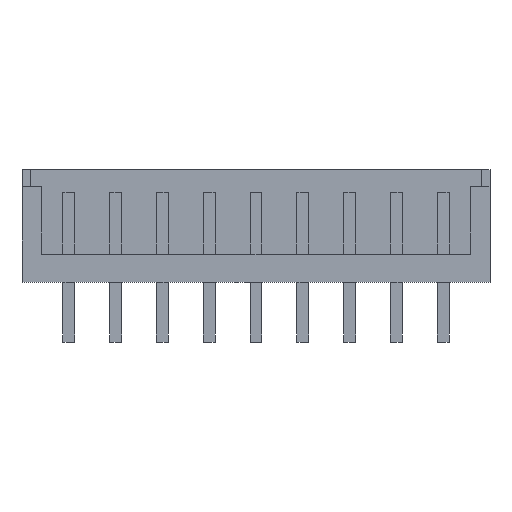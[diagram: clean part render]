
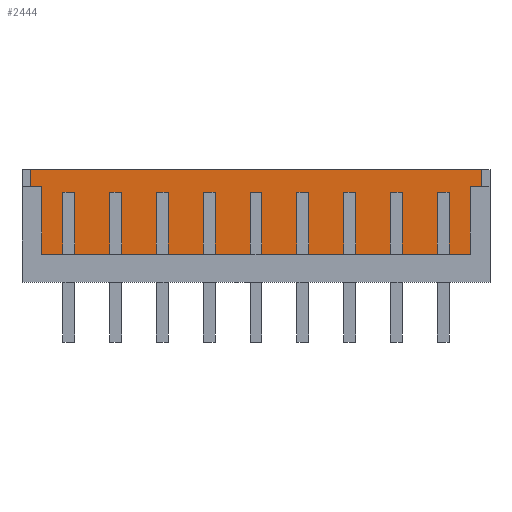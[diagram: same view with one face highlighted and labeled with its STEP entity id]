
A CAD part, front view. The second image highlights one B-rep face of the part: STEP entity #2444.
In plain terms, the highlighted planar face has unit normal (0, -1, 0).
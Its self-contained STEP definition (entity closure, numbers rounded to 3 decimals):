
#44 = PLANE('',#45);
#45 = AXIS2_PLACEMENT_3D('',#46,#47,#48);
#46 = CARTESIAN_POINT('',(22.05,1.098,1.5));
#47 = DIRECTION('',(0.,0.,-1.));
#48 = DIRECTION('',(0.,1.,0.));
#1592 = VERTEX_POINT('',#1593);
#1593 = CARTESIAN_POINT('',(22.05,1.098,1.5));
#1607 = PLANE('',#1608);
#1608 = AXIS2_PLACEMENT_3D('',#1609,#1610,#1611);
#1609 = CARTESIAN_POINT('',(22.05,1.098,1.5));
#1610 = DIRECTION('',(-1.,0.,0.));
#1611 = DIRECTION('',(0.,-1.,0.));
#1619 = EDGE_CURVE('',#1620,#1592,#1622,.T.);
#1620 = VERTEX_POINT('',#1621);
#1621 = CARTESIAN_POINT('',(-2.05,1.098,1.5));
#1622 = SURFACE_CURVE('',#1623,(#1627,#1634),.PCURVE_S1.);
#1623 = LINE('',#1624,#1625);
#1624 = CARTESIAN_POINT('',(-2.05,1.098,1.5));
#1625 = VECTOR('',#1626,1.);
#1626 = DIRECTION('',(1.,0.,0.));
#1627 = PCURVE('',#44,#1628);
#1628 = DEFINITIONAL_REPRESENTATION('',(#1629),#1633);
#1629 = LINE('',#1630,#1631);
#1630 = CARTESIAN_POINT('',(0.,-24.1));
#1631 = VECTOR('',#1632,1.);
#1632 = DIRECTION('',(0.,1.));
#1633 = ( GEOMETRIC_REPRESENTATION_CONTEXT(2) 
PARAMETRIC_REPRESENTATION_CONTEXT() REPRESENTATION_CONTEXT('2D SPACE',''
  ) );
#1634 = PCURVE('',#1635,#1640);
#1635 = PLANE('',#1636);
#1636 = AXIS2_PLACEMENT_3D('',#1637,#1638,#1639);
#1637 = CARTESIAN_POINT('',(-2.05,1.098,1.5));
#1638 = DIRECTION('',(0.,-1.,0.));
#1639 = DIRECTION('',(1.,0.,0.));
#1640 = DEFINITIONAL_REPRESENTATION('',(#1641),#1645);
#1641 = LINE('',#1642,#1643);
#1642 = CARTESIAN_POINT('',(0.,0.));
#1643 = VECTOR('',#1644,1.);
#1644 = DIRECTION('',(1.,0.));
#1645 = ( GEOMETRIC_REPRESENTATION_CONTEXT(2) 
PARAMETRIC_REPRESENTATION_CONTEXT() REPRESENTATION_CONTEXT('2D SPACE',''
  ) );
#1663 = PLANE('',#1664);
#1664 = AXIS2_PLACEMENT_3D('',#1665,#1666,#1667);
#1665 = CARTESIAN_POINT('',(-2.05,1.098,1.5));
#1666 = DIRECTION('',(1.,0.,0.));
#1667 = DIRECTION('',(0.,1.,0.));
#1823 = PLANE('',#1824);
#1824 = AXIS2_PLACEMENT_3D('',#1825,#1826,#1827);
#1825 = CARTESIAN_POINT('',(22.5,-0.2,6.));
#1826 = DIRECTION('',(0.,0.,-1.));
#1827 = DIRECTION('',(0.,1.,0.));
#2444 = ADVANCED_FACE('',(#2445),#1635,.T.);
#2445 = FACE_BOUND('',#2446,.T.);
#2446 = EDGE_LOOP('',(#2447,#2472,#2493,#2494));
#2447 = ORIENTED_EDGE('',*,*,#2448,.F.);
#2448 = EDGE_CURVE('',#2449,#2451,#2453,.T.);
#2449 = VERTEX_POINT('',#2450);
#2450 = CARTESIAN_POINT('',(-2.05,1.098,6.));
#2451 = VERTEX_POINT('',#2452);
#2452 = CARTESIAN_POINT('',(22.05,1.098,6.));
#2453 = SURFACE_CURVE('',#2454,(#2458,#2465),.PCURVE_S1.);
#2454 = LINE('',#2455,#2456);
#2455 = CARTESIAN_POINT('',(-2.05,1.098,6.));
#2456 = VECTOR('',#2457,1.);
#2457 = DIRECTION('',(1.,0.,0.));
#2458 = PCURVE('',#1635,#2459);
#2459 = DEFINITIONAL_REPRESENTATION('',(#2460),#2464);
#2460 = LINE('',#2461,#2462);
#2461 = CARTESIAN_POINT('',(0.,4.5));
#2462 = VECTOR('',#2463,1.);
#2463 = DIRECTION('',(1.,0.));
#2464 = ( GEOMETRIC_REPRESENTATION_CONTEXT(2) 
PARAMETRIC_REPRESENTATION_CONTEXT() REPRESENTATION_CONTEXT('2D SPACE',''
  ) );
#2465 = PCURVE('',#1823,#2466);
#2466 = DEFINITIONAL_REPRESENTATION('',(#2467),#2471);
#2467 = LINE('',#2468,#2469);
#2468 = CARTESIAN_POINT('',(1.298,-24.55));
#2469 = VECTOR('',#2470,1.);
#2470 = DIRECTION('',(0.,1.));
#2471 = ( GEOMETRIC_REPRESENTATION_CONTEXT(2) 
PARAMETRIC_REPRESENTATION_CONTEXT() REPRESENTATION_CONTEXT('2D SPACE',''
  ) );
#2472 = ORIENTED_EDGE('',*,*,#2473,.F.);
#2473 = EDGE_CURVE('',#1620,#2449,#2474,.T.);
#2474 = SURFACE_CURVE('',#2475,(#2479,#2486),.PCURVE_S1.);
#2475 = LINE('',#2476,#2477);
#2476 = CARTESIAN_POINT('',(-2.05,1.098,1.5));
#2477 = VECTOR('',#2478,1.);
#2478 = DIRECTION('',(0.,0.,1.));
#2479 = PCURVE('',#1635,#2480);
#2480 = DEFINITIONAL_REPRESENTATION('',(#2481),#2485);
#2481 = LINE('',#2482,#2483);
#2482 = CARTESIAN_POINT('',(0.,0.));
#2483 = VECTOR('',#2484,1.);
#2484 = DIRECTION('',(0.,1.));
#2485 = ( GEOMETRIC_REPRESENTATION_CONTEXT(2) 
PARAMETRIC_REPRESENTATION_CONTEXT() REPRESENTATION_CONTEXT('2D SPACE',''
  ) );
#2486 = PCURVE('',#1663,#2487);
#2487 = DEFINITIONAL_REPRESENTATION('',(#2488),#2492);
#2488 = LINE('',#2489,#2490);
#2489 = CARTESIAN_POINT('',(0.,0.));
#2490 = VECTOR('',#2491,1.);
#2491 = DIRECTION('',(0.,1.));
#2492 = ( GEOMETRIC_REPRESENTATION_CONTEXT(2) 
PARAMETRIC_REPRESENTATION_CONTEXT() REPRESENTATION_CONTEXT('2D SPACE',''
  ) );
#2493 = ORIENTED_EDGE('',*,*,#1619,.T.);
#2494 = ORIENTED_EDGE('',*,*,#2495,.T.);
#2495 = EDGE_CURVE('',#1592,#2451,#2496,.T.);
#2496 = SURFACE_CURVE('',#2497,(#2501,#2508),.PCURVE_S1.);
#2497 = LINE('',#2498,#2499);
#2498 = CARTESIAN_POINT('',(22.05,1.098,1.5));
#2499 = VECTOR('',#2500,1.);
#2500 = DIRECTION('',(0.,0.,1.));
#2501 = PCURVE('',#1635,#2502);
#2502 = DEFINITIONAL_REPRESENTATION('',(#2503),#2507);
#2503 = LINE('',#2504,#2505);
#2504 = CARTESIAN_POINT('',(24.1,0.));
#2505 = VECTOR('',#2506,1.);
#2506 = DIRECTION('',(0.,1.));
#2507 = ( GEOMETRIC_REPRESENTATION_CONTEXT(2) 
PARAMETRIC_REPRESENTATION_CONTEXT() REPRESENTATION_CONTEXT('2D SPACE',''
  ) );
#2508 = PCURVE('',#1607,#2509);
#2509 = DEFINITIONAL_REPRESENTATION('',(#2510),#2514);
#2510 = LINE('',#2511,#2512);
#2511 = CARTESIAN_POINT('',(0.,0.));
#2512 = VECTOR('',#2513,1.);
#2513 = DIRECTION('',(0.,1.));
#2514 = ( GEOMETRIC_REPRESENTATION_CONTEXT(2) 
PARAMETRIC_REPRESENTATION_CONTEXT() REPRESENTATION_CONTEXT('2D SPACE',''
  ) );
